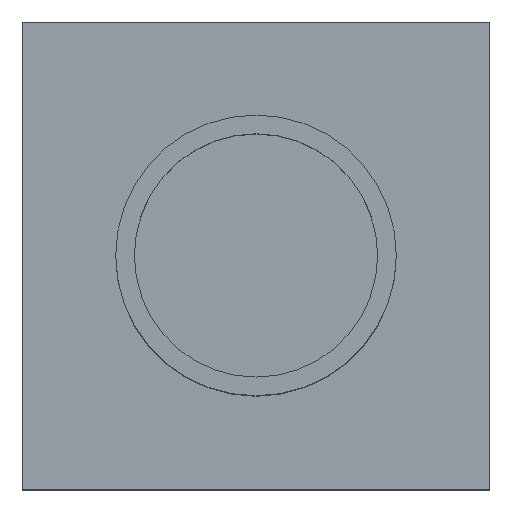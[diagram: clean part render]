
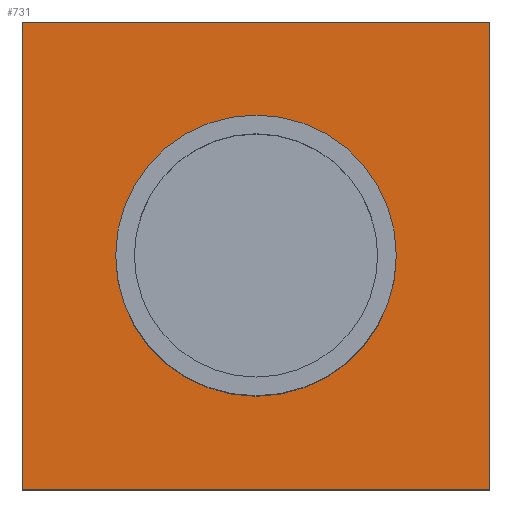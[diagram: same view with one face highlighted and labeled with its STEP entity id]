
A CAD part, top view. The second image highlights one B-rep face of the part: STEP entity #731.
In plain terms, the highlighted planar face has unit normal (0, 0, 1).
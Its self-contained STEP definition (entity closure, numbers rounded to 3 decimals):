
#422 = VERTEX_POINT('',#423);
#423 = CARTESIAN_POINT('',(-2.5,2.5,0.));
#432 = PLANE('',#433);
#433 = AXIS2_PLACEMENT_3D('',#434,#435,#436);
#434 = CARTESIAN_POINT('',(-2.5,2.5,0.));
#435 = DIRECTION('',(0.,-1.,0.));
#436 = DIRECTION('',(1.,0.,0.));
#444 = PLANE('',#445);
#445 = AXIS2_PLACEMENT_3D('',#446,#447,#448);
#446 = CARTESIAN_POINT('',(-2.5,-2.5,0.));
#447 = DIRECTION('',(1.,-0.,0.));
#448 = DIRECTION('',(0.,1.,0.));
#485 = VERTEX_POINT('',#486);
#486 = CARTESIAN_POINT('',(2.5,2.5,0.));
#500 = PLANE('',#501);
#501 = AXIS2_PLACEMENT_3D('',#502,#503,#504);
#502 = CARTESIAN_POINT('',(2.5,2.5,0.));
#503 = DIRECTION('',(-1.,-0.,-0.));
#504 = DIRECTION('',(0.,-1.,0.));
#512 = EDGE_CURVE('',#422,#485,#513,.T.);
#513 = SURFACE_CURVE('',#514,(#518,#525),.PCURVE_S1.);
#514 = LINE('',#515,#516);
#515 = CARTESIAN_POINT('',(-2.5,2.5,0.));
#516 = VECTOR('',#517,1.);
#517 = DIRECTION('',(1.,0.,0.));
#518 = PCURVE('',#432,#519);
#519 = DEFINITIONAL_REPRESENTATION('',(#520),#524);
#520 = LINE('',#521,#522);
#521 = CARTESIAN_POINT('',(0.,0.));
#522 = VECTOR('',#523,1.);
#523 = DIRECTION('',(1.,0.));
#524 = ( GEOMETRIC_REPRESENTATION_CONTEXT(2) 
PARAMETRIC_REPRESENTATION_CONTEXT() REPRESENTATION_CONTEXT('2D SPACE',''
  ) );
#525 = PCURVE('',#526,#531);
#526 = PLANE('',#527);
#527 = AXIS2_PLACEMENT_3D('',#528,#529,#530);
#528 = CARTESIAN_POINT('',(0.,0.,0.));
#529 = DIRECTION('',(-0.,-0.,-1.));
#530 = DIRECTION('',(-1.,0.,0.));
#531 = DEFINITIONAL_REPRESENTATION('',(#532),#536);
#532 = LINE('',#533,#534);
#533 = CARTESIAN_POINT('',(2.5,2.5));
#534 = VECTOR('',#535,1.);
#535 = DIRECTION('',(-1.,0.));
#536 = ( GEOMETRIC_REPRESENTATION_CONTEXT(2) 
PARAMETRIC_REPRESENTATION_CONTEXT() REPRESENTATION_CONTEXT('2D SPACE',''
  ) );
#566 = VERTEX_POINT('',#567);
#567 = CARTESIAN_POINT('',(2.5,-2.5,0.));
#581 = PLANE('',#582);
#582 = AXIS2_PLACEMENT_3D('',#583,#584,#585);
#583 = CARTESIAN_POINT('',(2.5,-2.5,0.));
#584 = DIRECTION('',(0.,1.,0.));
#585 = DIRECTION('',(-1.,0.,0.));
#593 = EDGE_CURVE('',#485,#566,#594,.T.);
#594 = SURFACE_CURVE('',#595,(#599,#606),.PCURVE_S1.);
#595 = LINE('',#596,#597);
#596 = CARTESIAN_POINT('',(2.5,2.5,0.));
#597 = VECTOR('',#598,1.);
#598 = DIRECTION('',(0.,-1.,0.));
#599 = PCURVE('',#500,#600);
#600 = DEFINITIONAL_REPRESENTATION('',(#601),#605);
#601 = LINE('',#602,#603);
#602 = CARTESIAN_POINT('',(0.,0.));
#603 = VECTOR('',#604,1.);
#604 = DIRECTION('',(1.,0.));
#605 = ( GEOMETRIC_REPRESENTATION_CONTEXT(2) 
PARAMETRIC_REPRESENTATION_CONTEXT() REPRESENTATION_CONTEXT('2D SPACE',''
  ) );
#606 = PCURVE('',#526,#607);
#607 = DEFINITIONAL_REPRESENTATION('',(#608),#612);
#608 = LINE('',#609,#610);
#609 = CARTESIAN_POINT('',(-2.5,2.5));
#610 = VECTOR('',#611,1.);
#611 = DIRECTION('',(0.,-1.));
#612 = ( GEOMETRIC_REPRESENTATION_CONTEXT(2) 
PARAMETRIC_REPRESENTATION_CONTEXT() REPRESENTATION_CONTEXT('2D SPACE',''
  ) );
#642 = VERTEX_POINT('',#643);
#643 = CARTESIAN_POINT('',(-2.5,-2.5,0.));
#664 = EDGE_CURVE('',#566,#642,#665,.T.);
#665 = SURFACE_CURVE('',#666,(#670,#677),.PCURVE_S1.);
#666 = LINE('',#667,#668);
#667 = CARTESIAN_POINT('',(2.5,-2.5,0.));
#668 = VECTOR('',#669,1.);
#669 = DIRECTION('',(-1.,0.,0.));
#670 = PCURVE('',#581,#671);
#671 = DEFINITIONAL_REPRESENTATION('',(#672),#676);
#672 = LINE('',#673,#674);
#673 = CARTESIAN_POINT('',(0.,0.));
#674 = VECTOR('',#675,1.);
#675 = DIRECTION('',(1.,0.));
#676 = ( GEOMETRIC_REPRESENTATION_CONTEXT(2) 
PARAMETRIC_REPRESENTATION_CONTEXT() REPRESENTATION_CONTEXT('2D SPACE',''
  ) );
#677 = PCURVE('',#526,#678);
#678 = DEFINITIONAL_REPRESENTATION('',(#679),#683);
#679 = LINE('',#680,#681);
#680 = CARTESIAN_POINT('',(-2.5,-2.5));
#681 = VECTOR('',#682,1.);
#682 = DIRECTION('',(1.,0.));
#683 = ( GEOMETRIC_REPRESENTATION_CONTEXT(2) 
PARAMETRIC_REPRESENTATION_CONTEXT() REPRESENTATION_CONTEXT('2D SPACE',''
  ) );
#711 = EDGE_CURVE('',#642,#422,#712,.T.);
#712 = SURFACE_CURVE('',#713,(#717,#724),.PCURVE_S1.);
#713 = LINE('',#714,#715);
#714 = CARTESIAN_POINT('',(-2.5,-2.5,0.));
#715 = VECTOR('',#716,1.);
#716 = DIRECTION('',(0.,1.,0.));
#717 = PCURVE('',#444,#718);
#718 = DEFINITIONAL_REPRESENTATION('',(#719),#723);
#719 = LINE('',#720,#721);
#720 = CARTESIAN_POINT('',(0.,0.));
#721 = VECTOR('',#722,1.);
#722 = DIRECTION('',(1.,0.));
#723 = ( GEOMETRIC_REPRESENTATION_CONTEXT(2) 
PARAMETRIC_REPRESENTATION_CONTEXT() REPRESENTATION_CONTEXT('2D SPACE',''
  ) );
#724 = PCURVE('',#526,#725);
#725 = DEFINITIONAL_REPRESENTATION('',(#726),#730);
#726 = LINE('',#727,#728);
#727 = CARTESIAN_POINT('',(2.5,-2.5));
#728 = VECTOR('',#729,1.);
#729 = DIRECTION('',(0.,1.));
#730 = ( GEOMETRIC_REPRESENTATION_CONTEXT(2) 
PARAMETRIC_REPRESENTATION_CONTEXT() REPRESENTATION_CONTEXT('2D SPACE',''
  ) );
#731 = ADVANCED_FACE('',(#732),#526,.F.);
#732 = FACE_BOUND('',#733,.F.);
#733 = EDGE_LOOP('',(#734,#735,#736,#737));
#734 = ORIENTED_EDGE('',*,*,#512,.T.);
#735 = ORIENTED_EDGE('',*,*,#593,.T.);
#736 = ORIENTED_EDGE('',*,*,#664,.T.);
#737 = ORIENTED_EDGE('',*,*,#711,.T.);
